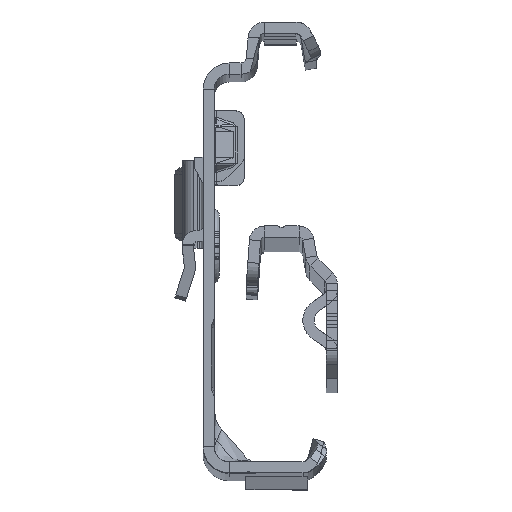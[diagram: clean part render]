
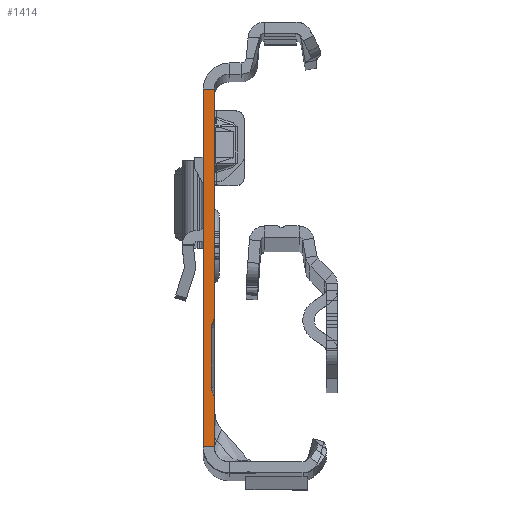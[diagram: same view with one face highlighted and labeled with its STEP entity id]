
A CAD part, top view. The second image highlights one B-rep face of the part: STEP entity #1414.
In plain terms, the highlighted planar face has unit normal (0, 0, 1).
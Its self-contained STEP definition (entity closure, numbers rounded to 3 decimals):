
#217 = CARTESIAN_POINT ( 'NONE',  ( -1.5, 24.135, 0. ) ) ;
#355 = CARTESIAN_POINT ( 'NONE',  ( -0.306, -18.288, 0. ) ) ;
#547 = CARTESIAN_POINT ( 'NONE',  ( 0.6, -17.865, 0. ) ) ;
#1405 = CARTESIAN_POINT ( 'NONE',  ( 0., 24.135, 0. ) ) ;
#1414 = ADVANCED_FACE ( 'NONE', ( #1761 ), #24681, .T. ) ;
#1616 = VERTEX_POINT ( 'NONE', #21888 ) ;
#1761 = FACE_OUTER_BOUND ( 'NONE', #24754, .T. ) ;
#2588 = CARTESIAN_POINT ( 'NONE',  ( -0.4, -9.865, 0. ) ) ;
#2664 = VERTEX_POINT ( 'NONE', #2588 ) ;
#2995 = VERTEX_POINT ( 'NONE', #21316 ) ;
#3031 = DIRECTION ( 'NONE',  ( -1., 0., 0. ) ) ;
#3388 = DIRECTION ( 'NONE',  ( 0., 0., -1. ) ) ;
#3788 = CIRCLE ( 'NONE', #20218, 1. ) ;
#4647 = VERTEX_POINT ( 'NONE', #7861 ) ;
#5558 = VERTEX_POINT ( 'NONE', #22051 ) ;
#5663 = DIRECTION ( 'NONE',  ( 0., -1., 0. ) ) ;
#5720 = AXIS2_PLACEMENT_3D ( 'NONE', #16496, #12032, #5663 ) ;
#5953 = AXIS2_PLACEMENT_3D ( 'NONE', #7267, #11972, #16437 ) ;
#5978 = DIRECTION ( 'NONE',  ( 0.423, -0.906, 0. ) ) ;
#5990 = CARTESIAN_POINT ( 'NONE',  ( 0., -25.865, 0. ) ) ;
#6220 = VECTOR ( 'NONE', #18780, 1000. ) ;
#6486 = EDGE_CURVE ( 'NONE', #18373, #16513, #22916, .T. ) ;
#6804 = DIRECTION ( 'NONE',  ( 0., 0., 1. ) ) ;
#7140 = EDGE_CURVE ( 'NONE', #2995, #10988, #17122, .T. ) ;
#7143 = VECTOR ( 'NONE', #8696, 1000. ) ;
#7161 = CARTESIAN_POINT ( 'NONE',  ( 0., 24.135, 0. ) ) ;
#7267 = CARTESIAN_POINT ( 'NONE',  ( 0.6, -9.865, 0. ) ) ;
#7456 = VERTEX_POINT ( 'NONE', #20273 ) ;
#7861 = CARTESIAN_POINT ( 'NONE',  ( 0., -19.499, 0. ) ) ;
#7910 = ORIENTED_EDGE ( 'NONE', *, *, #19096, .F. ) ;
#8064 = ORIENTED_EDGE ( 'NONE', *, *, #27174, .F. ) ;
#8696 = DIRECTION ( 'NONE',  ( 0., -1., 0. ) ) ;
#9003 = DIRECTION ( 'NONE',  ( 0., 0., -1. ) ) ;
#9010 = CIRCLE ( 'NONE', #9913, 2.5 ) ;
#9425 = DIRECTION ( 'NONE',  ( -0.423, -0.906, 0. ) ) ;
#9913 = AXIS2_PLACEMENT_3D ( 'NONE', #22817, #3388, #16573 ) ;
#10955 = EDGE_CURVE ( 'NONE', #7456, #26286, #26066, .T. ) ;
#10988 = VERTEX_POINT ( 'NONE', #26885 ) ;
#11972 = DIRECTION ( 'NONE',  ( 0., 0., 1. ) ) ;
#12032 = DIRECTION ( 'NONE',  ( 0., 0., 1. ) ) ;
#12599 = CIRCLE ( 'NONE', #5953, 1. ) ;
#12868 = LINE ( 'NONE', #217, #7143 ) ;
#13174 = CARTESIAN_POINT ( 'NONE',  ( -2.5, -8.231, 0. ) ) ;
#13649 = EDGE_CURVE ( 'NONE', #18373, #22887, #18423, .T. ) ;
#14664 = CIRCLE ( 'NONE', #16014, 2.5 ) ;
#15569 = VERTEX_POINT ( 'NONE', #355 ) ;
#16014 = AXIS2_PLACEMENT_3D ( 'NONE', #13174, #9003, #3031 ) ;
#16034 = ORIENTED_EDGE ( 'NONE', *, *, #17642, .F. ) ;
#16383 = ORIENTED_EDGE ( 'NONE', *, *, #6486, .F. ) ;
#16437 = DIRECTION ( 'NONE',  ( -1., 0., 0. ) ) ;
#16496 = CARTESIAN_POINT ( 'NONE',  ( -1.5, 24.135, 0. ) ) ;
#16513 = VERTEX_POINT ( 'NONE', #20564 ) ;
#16573 = DIRECTION ( 'NONE',  ( 1., 0., 0. ) ) ;
#16680 = DIRECTION ( 'NONE',  ( 0., -1., 0. ) ) ;
#17037 = EDGE_CURVE ( 'NONE', #5558, #4647, #9010, .T. ) ;
#17122 = LINE ( 'NONE', #5990, #6220 ) ;
#17180 = CARTESIAN_POINT ( 'NONE',  ( 0., 22.135, 0. ) ) ;
#17206 = VECTOR ( 'NONE', #21762, 1000. ) ;
#17524 = DIRECTION ( 'NONE',  ( 1., 0., 0. ) ) ;
#17642 = EDGE_CURVE ( 'NONE', #15569, #5558, #18638, .T. ) ;
#17790 = ORIENTED_EDGE ( 'NONE', *, *, #25269, .F. ) ;
#17976 = EDGE_CURVE ( 'NONE', #2664, #1616, #25513, .T. ) ;
#18289 = CARTESIAN_POINT ( 'NONE',  ( 0., 22.135, 0. ) ) ;
#18305 = ORIENTED_EDGE ( 'NONE', *, *, #13649, .T. ) ;
#18373 = VERTEX_POINT ( 'NONE', #17180 ) ;
#18423 = LINE ( 'NONE', #18289, #22971 ) ;
#18638 = LINE ( 'NONE', #27062, #24810 ) ;
#18780 = DIRECTION ( 'NONE',  ( -1., 0., 0. ) ) ;
#19011 = CARTESIAN_POINT ( 'NONE',  ( -0.4, -9.865, 0. ) ) ;
#19096 = EDGE_CURVE ( 'NONE', #16513, #7456, #14664, .T. ) ;
#19243 = ORIENTED_EDGE ( 'NONE', *, *, #17976, .F. ) ;
#19312 = ORIENTED_EDGE ( 'NONE', *, *, #19537, .T. ) ;
#19537 = EDGE_CURVE ( 'NONE', #22887, #10988, #12868, .T. ) ;
#20218 = AXIS2_PLACEMENT_3D ( 'NONE', #547, #6804, #17524 ) ;
#20273 = CARTESIAN_POINT ( 'NONE',  ( -0.234, -9.288, 0. ) ) ;
#20535 = CARTESIAN_POINT ( 'NONE',  ( -0.234, -9.288, 0. ) ) ;
#20564 = CARTESIAN_POINT ( 'NONE',  ( 0., -8.231, 0. ) ) ;
#20648 = ORIENTED_EDGE ( 'NONE', *, *, #7140, .F. ) ;
#20967 = ORIENTED_EDGE ( 'NONE', *, *, #24166, .F. ) ;
#21316 = CARTESIAN_POINT ( 'NONE',  ( 0., -25.865, 0. ) ) ;
#21523 = VECTOR ( 'NONE', #9425, 1000. ) ;
#21762 = DIRECTION ( 'NONE',  ( 0., -1., 0. ) ) ;
#21888 = CARTESIAN_POINT ( 'NONE',  ( -0.4, -17.865, 0. ) ) ;
#21897 = LINE ( 'NONE', #7161, #17206 ) ;
#22051 = CARTESIAN_POINT ( 'NONE',  ( -0.234, -18.442, 0. ) ) ;
#22817 = CARTESIAN_POINT ( 'NONE',  ( -2.5, -19.499, 0. ) ) ;
#22887 = VERTEX_POINT ( 'NONE', #27101 ) ;
#22916 = LINE ( 'NONE', #1405, #23196 ) ;
#22971 = VECTOR ( 'NONE', #26706, 1000. ) ;
#23035 = VECTOR ( 'NONE', #25231, 1000. ) ;
#23196 = VECTOR ( 'NONE', #16680, 1000. ) ;
#23475 = CARTESIAN_POINT ( 'NONE',  ( -0.306, -9.443, 0. ) ) ;
#24166 = EDGE_CURVE ( 'NONE', #26286, #2664, #12599, .T. ) ;
#24681 = PLANE ( 'NONE',  #5720 ) ;
#24754 = EDGE_LOOP ( 'NONE', ( #7910, #16383, #18305, #19312, #20648, #8064, #27094, #16034, #17790, #19243, #20967, #27219 ) ) ;
#24810 = VECTOR ( 'NONE', #5978, 1000. ) ;
#25231 = DIRECTION ( 'NONE',  ( 0., -1., 0. ) ) ;
#25269 = EDGE_CURVE ( 'NONE', #1616, #15569, #3788, .T. ) ;
#25513 = LINE ( 'NONE', #19011, #23035 ) ;
#26066 = LINE ( 'NONE', #20535, #21523 ) ;
#26286 = VERTEX_POINT ( 'NONE', #23475 ) ;
#26706 = DIRECTION ( 'NONE',  ( -1., 0., 0. ) ) ;
#26885 = CARTESIAN_POINT ( 'NONE',  ( -1.5, -25.865, 0. ) ) ;
#27062 = CARTESIAN_POINT ( 'NONE',  ( -0.234, -18.442, 0. ) ) ;
#27094 = ORIENTED_EDGE ( 'NONE', *, *, #17037, .F. ) ;
#27101 = CARTESIAN_POINT ( 'NONE',  ( -1.5, 22.135, 0. ) ) ;
#27174 = EDGE_CURVE ( 'NONE', #4647, #2995, #21897, .T. ) ;
#27219 = ORIENTED_EDGE ( 'NONE', *, *, #10955, .F. ) ;
